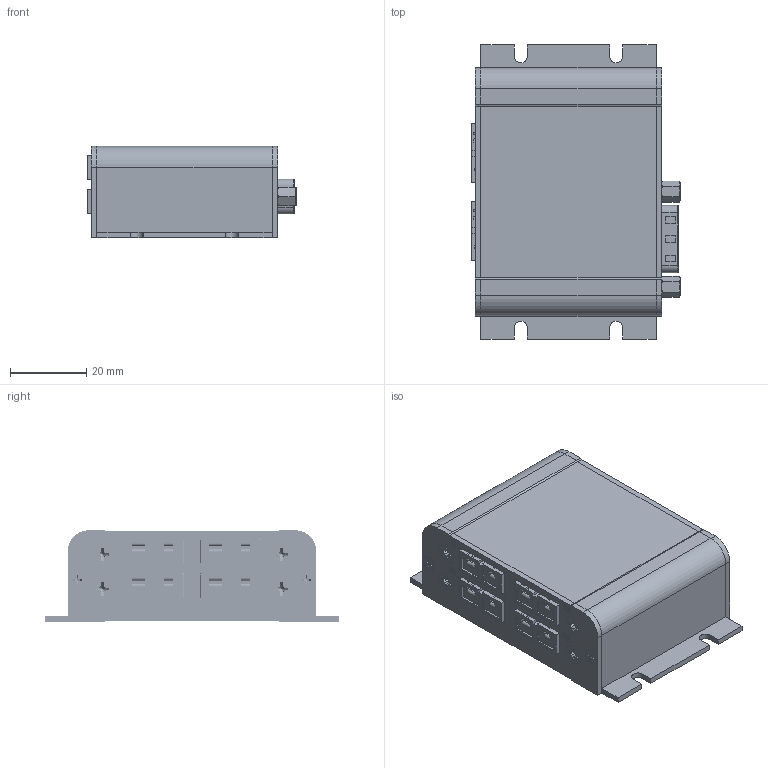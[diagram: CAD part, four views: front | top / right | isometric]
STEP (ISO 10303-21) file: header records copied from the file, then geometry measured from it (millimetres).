
FILE_DESCRIPTION(/* description */ (''),/* implementation_level */ '2;1');
FILE_NAME(/* name */ 'enclosure_temp v10.step',/* time_stamp */ '2024-03-22T10:16:10+01:00',/* author */ (''),/* organization */ (''),/* preprocessor_version */ 'ST-DEVELOPER v20',/* originating_system */ 'Autodesk Translation Framework v12.20.1.177',/* authorisation */ '');
FILE_SCHEMA (('AUTOMOTIVE_DESIGN { 1 0 10303 214 3 1 1 }'));
Products named in the file (21): enclosure_temp; enclosure; front; Hex-Standoff v1; silkprint; back; SNZF-M2.6-6-TBZ v1; thermocouple_screw_96640A052; silkscreen; base v3; PCB Component; Board; M09_190-009-163R001; USB-MINI-SMD-HOLES; thermocouple_panel; bottom; Board_1; THERMOCOUPLE_PCC-SMP; top; Board (1); THERMOCOUPLE_PCC-SMP (1)
Assembly tree (29 placements, depth 4):
  enclosure_temp
    enclosure
    front
      SNZF-M2.6-6-TBZ v1  x2
      Hex-Standoff v1  x2
      silkprint
    back
      SNZF-M2.6-6-TBZ v1  x2
      thermocouple_screw_96640A052  x4
      silkscreen
    base v3
      PCB Component
        Board
        M09_190-009-163R001
        USB-MINI-SMD-HOLES
    thermocouple_panel
      bottom
        Board_1
        THERMOCOUPLE_PCC-SMP  x2
      top
        Board (1)
        THERMOCOUPLE_PCC-SMP (1)  x2
Bounding box: 54.61 x 77.2 x 24 mm (x, y, z)
Volume: 31848.3 mm3; surface area: 43048 mm2
Topology: 46 solids, 46 shells, 3291 faces, 8957 edges, 5855 vertices
Faces by surface type: plane 1778, cylinder 979, bspline 422, cone 58, torus 52, sphere 2
Full cylindrical faces by diameter (mm): 0.3 x417, 0.35 x4, 0.61 x9, 0.9 x2, 0.965 x8, 1 x3, 1.092 x9, 1.397 x2, 1.5 x2, 1.7 x16, 1.778 x16, 1.893 x18, 1.986 x16, 2 x6, 2.261 x2, 2.58 x16, 2.6 x8, 2.845 x16, 3.048 x2, 3.05 x2, 3.2 x6, 4 x4, 4.1 x4
Entity records: 90950 total; most frequent: CARTESIAN_POINT 24834, ORIENTED_EDGE 13796, DIRECTION 12223, EDGE_CURVE 6898, VERTEX_POINT 4531, LINE 4449, VECTOR 4449, AXIS2_PLACEMENT_3D 3887
